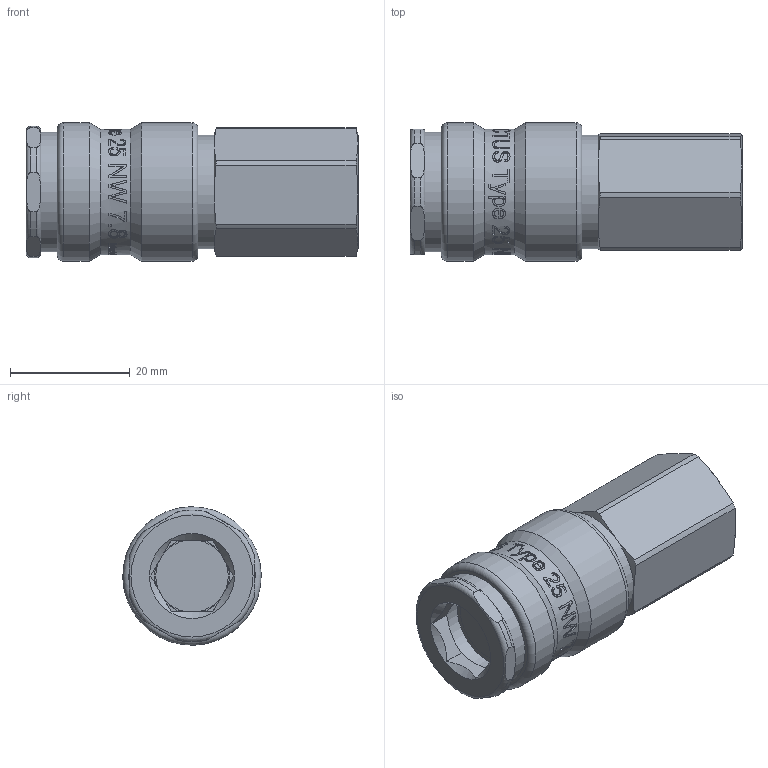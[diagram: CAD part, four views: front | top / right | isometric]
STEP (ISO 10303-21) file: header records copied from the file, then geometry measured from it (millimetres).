
FILE_DESCRIPTION(/* description */ (''),/* implementation_level */ '2;1');
FILE_NAME(/* name */ '25kaiw13bpx6.stp',/* time_stamp */ '2020-01-30T08:15:38+01:00',/* author */ ('IA176480'),/* organization */ (''),/* preprocessor_version */ 'ST-DEVELOPER v17',/* originating_system */ 'Autodesk Inventor 2019',/* authorisation */ '');
FILE_SCHEMA (('AUTOMOTIVE_DESIGN { 1 0 10303 214 3 1 1 }'));
Products named in the file (1): 25KAIW13BPX6
Bounding box: 55.5 x 23.15 x 23.15 mm (x, y, z)
Volume: 18134.6 mm3; surface area: 13315.8 mm2
Topology: 5 solids, 5 shells, 720 faces, 1992 edges, 1341 vertices
Faces by surface type: bspline 349, plane 246, cylinder 91, cone 26, torus 8
Full cylindrical faces by diameter (mm): 9.3 x1, 10 x1, 11.445 x1, 12.1 x1, 12.5 x1, 13.3 x1, 14 x3, 14.1 x1, 15 x1, 15.1 x1, 15.244 x1, 15.3 x1, 16 x2, 17.25 x1, 18.95 x1, 19.35 x1, 20 x1, 20.05 x1, 21 x1, 23.15 x2
Entity records: 106499 total; most frequent: CARTESIAN_POINT 89934, ORIENTED_EDGE 3984, DIRECTION 2063, EDGE_CURVE 1992, VERTEX_POINT 1341, B_SPLINE_CURVE_WITH_KNOTS 938, EDGE_LOOP 797, LINE 727
